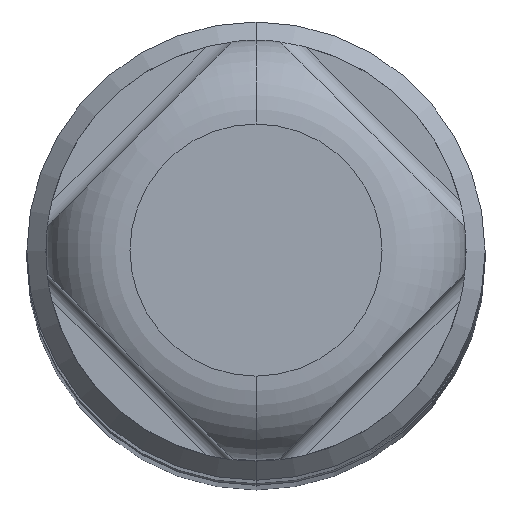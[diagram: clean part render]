
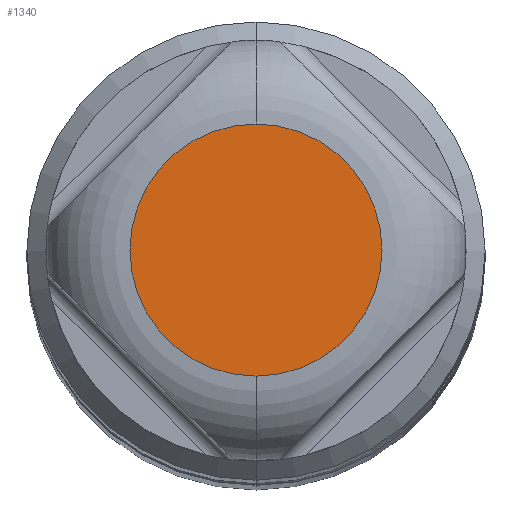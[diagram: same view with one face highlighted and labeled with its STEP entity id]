
A CAD part, top view. The second image highlights one B-rep face of the part: STEP entity #1340.
In plain terms, the highlighted planar face has unit normal (0, 0, 1).
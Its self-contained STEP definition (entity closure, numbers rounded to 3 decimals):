
#599=CARTESIAN_POINT('',(0.,0.,7.));
#600=DIRECTION('',(0.,0.,1.));
#601=DIRECTION('',(0.,1.,0.));
#602=AXIS2_PLACEMENT_3D('',#599,#600,#601);
#604=CARTESIAN_POINT('',(0.,0.,7.));
#605=DIRECTION('',(0.,0.,-1.));
#606=DIRECTION('',(0.,1.,0.));
#607=AXIS2_PLACEMENT_3D('',#604,#605,#606);
#691=CARTESIAN_POINT('',(0.,1.65,7.));
#692=VERTEX_POINT('',#691);
#693=CARTESIAN_POINT('',(0.,-1.65,7.));
#694=VERTEX_POINT('',#693);
#1331=CARTESIAN_POINT('',(0.,0.,7.));
#1332=DIRECTION('',(0.,0.,-1.));
#1333=DIRECTION('',(0.,-1.,0.));
#1334=AXIS2_PLACEMENT_3D('',#1331,#1332,#1333);
#1335=PLANE('',#1334);
#1336=ORIENTED_EDGE('',*,*,#1159,.F.);
#1337=ORIENTED_EDGE('',*,*,#1129,.T.);
#1338=EDGE_LOOP('',(#1336,#1337));
#1339=FACE_OUTER_BOUND('',#1338,.F.);
#603=CIRCLE('',#602,1.65);
#608=CIRCLE('',#607,1.65);
#1129=EDGE_CURVE('',#692,#694,#608,.T.);
#1159=EDGE_CURVE('',#692,#694,#603,.T.);
#1340=ADVANCED_FACE('',(#1339),#1335,.F.);
